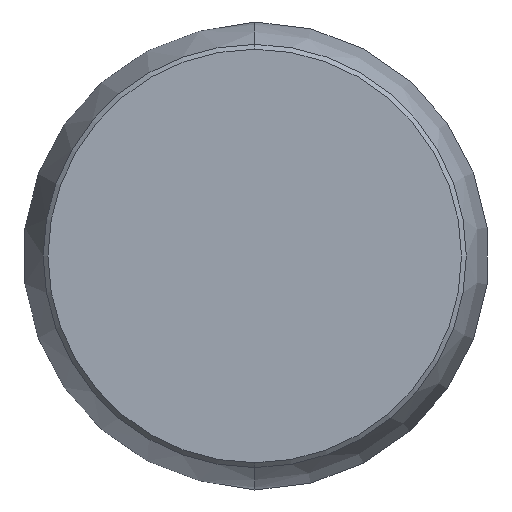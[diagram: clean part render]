
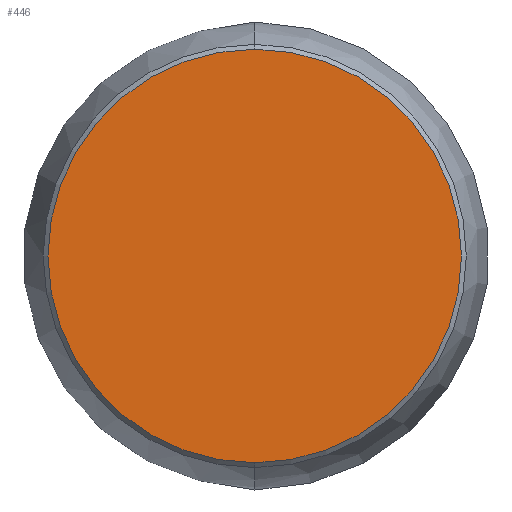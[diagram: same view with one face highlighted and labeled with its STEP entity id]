
A CAD part, left-side view. The second image highlights one B-rep face of the part: STEP entity #446.
In plain terms, the highlighted planar face has unit normal (-1, 0, 0).
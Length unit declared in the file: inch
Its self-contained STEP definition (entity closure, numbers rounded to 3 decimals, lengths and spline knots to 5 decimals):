
#187 = DIRECTION ( 'NONE',  ( 0., 0., 1. ) ) ;
#321 = CIRCLE ( 'NONE', #1672, 0.03225 ) ;
#446 = ADVANCED_FACE ( 'NONE', ( #1739 ), #1607, .F. ) ;
#491 = VERTEX_POINT ( 'NONE', #1307 ) ;
#536 = ORIENTED_EDGE ( 'NONE', *, *, #906, .F. ) ;
#674 = CARTESIAN_POINT ( 'NONE',  ( 0., 0., -0.03225 ) ) ;
#761 = DIRECTION ( 'NONE',  ( 1., 0., 0. ) ) ;
#772 = DIRECTION ( 'NONE',  ( 1., 0., 0. ) ) ;
#881 = ORIENTED_EDGE ( 'NONE', *, *, #1533, .F. ) ;
#906 = EDGE_CURVE ( 'NONE', #491, #1110, #321, .T. ) ;
#917 = CARTESIAN_POINT ( 'NONE',  ( 0., 0., 0. ) ) ;
#976 = CIRCLE ( 'NONE', #1521, 0.03225 ) ;
#978 = DIRECTION ( 'NONE',  ( 0., 0., 1. ) ) ;
#980 = DIRECTION ( 'NONE',  ( 1., 0., 0. ) ) ;
#1110 = VERTEX_POINT ( 'NONE', #674 ) ;
#1112 = AXIS2_PLACEMENT_3D ( 'NONE', #1630, #772, #1635 ) ;
#1197 = CARTESIAN_POINT ( 'NONE',  ( 0., 0., 0. ) ) ;
#1307 = CARTESIAN_POINT ( 'NONE',  ( 0., 0., 0.03225 ) ) ;
#1332 = EDGE_LOOP ( 'NONE', ( #536, #881 ) ) ;
#1521 = AXIS2_PLACEMENT_3D ( 'NONE', #917, #761, #187 ) ;
#1533 = EDGE_CURVE ( 'NONE', #1110, #491, #976, .T. ) ;
#1607 = PLANE ( 'NONE',  #1112 ) ;
#1630 = CARTESIAN_POINT ( 'NONE',  ( 0., -0.03225, 0. ) ) ;
#1635 = DIRECTION ( 'NONE',  ( 0., 0., 1. ) ) ;
#1672 = AXIS2_PLACEMENT_3D ( 'NONE', #1197, #980, #978 ) ;
#1739 = FACE_OUTER_BOUND ( 'NONE', #1332, .T. ) ;
